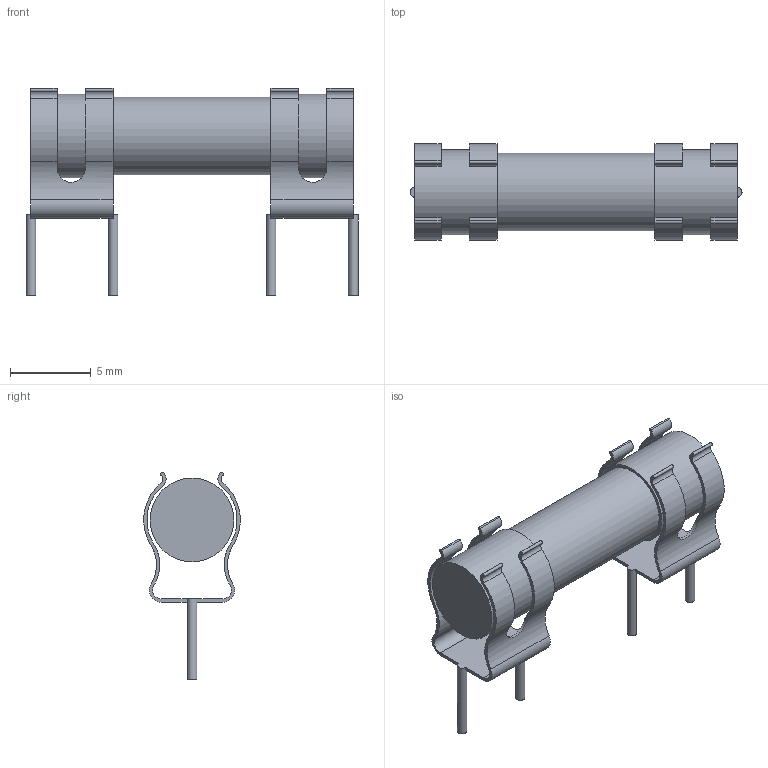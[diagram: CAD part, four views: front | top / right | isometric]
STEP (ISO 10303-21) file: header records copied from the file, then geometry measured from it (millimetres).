
FILE_DESCRIPTION(/* description */ ('STEP AP242','CAx-IF Rec.Pracs.---Representation and Presentation of Product Manufacturing Information (PMI)---4.0---2014-10-13','CAx-IF Rec.Pracs.---3D Tessellated Geometry---0.4---2014-09-14','2;1'),/* implementation_level */ '2;1');
FILE_NAME(/* name */ '65aea61c80dfec00c10e1c3f',/* time_stamp */ '2024-01-22T17:30:05Z',/* author */ (''),/* organization */ (''),/* preprocessor_version */ 'ST-DEVELOPER v19.4',/* originating_system */ ' ',/* authorisation */ ' ');
FILE_SCHEMA (('AP242_MANAGED_MODEL_BASED_3D_ENGINEERING_MIM_LF { 1 0 10303 442 1 1 4 }'));
Length unit declared in the file: metre
Products named in the file (5): fuse contact 2; fuse contact 1; holder part 1; fuse glass; holder part 2
Bounding box: 20.6 x 5.98 x 12.85 mm (x, y, z)
Volume: 435.1 mm3; surface area: 1155.1 mm2
Topology: 5 solids, 5 shells, 101 faces, 263 edges, 174 vertices
Faces by surface type: cylinder 69, plane 32
Full cylindrical faces by diameter (mm): 0.6 x4, 4.8 x3, 5.2 x2
Entity records: 3286 total; most frequent: DIRECTION 608, CARTESIAN_POINT 582, ORIENTED_EDGE 508, AXIS2_PLACEMENT_3D 256, EDGE_CURVE 254, VERTEX_POINT 174, CIRCLE 150, EDGE_LOOP 112
